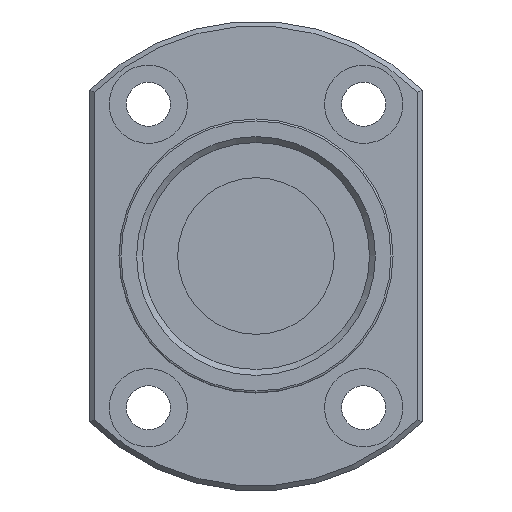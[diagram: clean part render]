
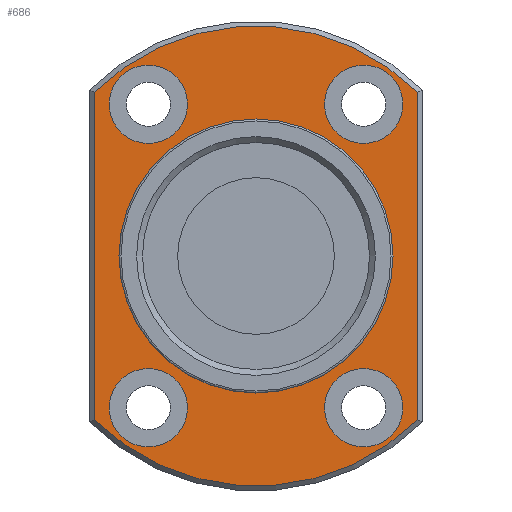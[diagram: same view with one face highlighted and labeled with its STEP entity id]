
A CAD part, front view. The second image highlights one B-rep face of the part: STEP entity #686.
In plain terms, the highlighted planar face has unit normal (0, -1, 0).
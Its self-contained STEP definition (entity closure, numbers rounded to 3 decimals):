
#75=CARTESIAN_POINT('',(-16.5,-18.5,-16.733));
#76=VERTEX_POINT('',#75);
#83=CARTESIAN_POINT('',(-16.5,-18.5,16.733));
#84=VERTEX_POINT('',#83);
#85=CARTESIAN_POINT('',(-16.5,-18.5,-16.733));
#86=DIRECTION('',(0.0,0.0,1.0));
#87=VECTOR('',#86,33.466);
#88=LINE('',#85,#87);
#89=EDGE_CURVE('',#76,#84,#88,.T.);
#123=CARTESIAN_POINT('',(16.5,-18.5,-16.733));
#124=VERTEX_POINT('',#123);
#131=CARTESIAN_POINT('',(0.0,-18.5,0.0));
#132=DIRECTION('',(0.0,-1.0,0.0));
#133=DIRECTION('',(1.0,0.0,0.0));
#134=AXIS2_PLACEMENT_3D('',#131,#132,#133);
#135=CIRCLE('',#134,23.5);
#136=EDGE_CURVE('',#76,#124,#135,.T.);
#301=CARTESIAN_POINT('',(16.5,-18.5,16.733));
#302=VERTEX_POINT('',#301);
#309=CARTESIAN_POINT('',(16.5,-18.5,16.733));
#310=DIRECTION('',(0.0,0.0,-1.0));
#311=VECTOR('',#310,33.466);
#312=LINE('',#309,#311);
#313=EDGE_CURVE('',#302,#124,#312,.T.);
#326=CARTESIAN_POINT('',(0.0,-18.5,0.0));
#327=DIRECTION('',(0.0,-1.0,0.0));
#328=DIRECTION('',(1.0,0.0,0.0));
#329=AXIS2_PLACEMENT_3D('',#326,#327,#328);
#330=CIRCLE('',#329,23.5);
#331=EDGE_CURVE('',#302,#84,#330,.T.);
#377=CARTESIAN_POINT('',(-7.,-18.5,-15.5));
#378=VERTEX_POINT('',#377);
#379=CARTESIAN_POINT('',(-11.,-18.5,-15.5));
#380=DIRECTION('',(0.0,1.0,0.0));
#381=DIRECTION('',(1.0,0.0,0.0));
#382=AXIS2_PLACEMENT_3D('',#379,#380,#381);
#383=CIRCLE('',#382,4.0);
#384=EDGE_CURVE('',#378,#378,#383,.T.);
#445=CARTESIAN_POINT('',(15.,-18.5,-15.5));
#446=VERTEX_POINT('',#445);
#447=CARTESIAN_POINT('',(11.,-18.5,-15.5));
#448=DIRECTION('',(0.0,1.0,0.0));
#449=DIRECTION('',(1.0,0.0,0.0));
#450=AXIS2_PLACEMENT_3D('',#447,#448,#449);
#451=CIRCLE('',#450,4.0);
#452=EDGE_CURVE('',#446,#446,#451,.T.);
#513=CARTESIAN_POINT('',(15.0,-18.5,15.5));
#514=VERTEX_POINT('',#513);
#515=CARTESIAN_POINT('',(11.0,-18.5,15.5));
#516=DIRECTION('',(0.0,1.0,0.0));
#517=DIRECTION('',(1.0,0.0,0.0));
#518=AXIS2_PLACEMENT_3D('',#515,#516,#517);
#519=CIRCLE('',#518,4.0);
#520=EDGE_CURVE('',#514,#514,#519,.T.);
#581=CARTESIAN_POINT('',(-7.,-18.5,15.5));
#582=VERTEX_POINT('',#581);
#583=CARTESIAN_POINT('',(-11.0,-18.5,15.5));
#584=DIRECTION('',(0.0,1.0,0.0));
#585=DIRECTION('',(1.0,0.0,0.0));
#586=AXIS2_PLACEMENT_3D('',#583,#584,#585);
#587=CIRCLE('',#586,4.0);
#588=EDGE_CURVE('',#582,#582,#587,.T.);
#652=CARTESIAN_POINT('',(18.75,-18.5,0.0));
#653=DIRECTION('',(0.0,-1.0,0.0));
#654=DIRECTION('',(0.0,0.0,-1.0));
#655=AXIS2_PLACEMENT_3D('',#652,#653,#654);
#656=PLANE('',#655);
#657=ORIENTED_EDGE('',*,*,#89,.F.);
#658=ORIENTED_EDGE('',*,*,#136,.T.);
#659=ORIENTED_EDGE('',*,*,#313,.F.);
#660=ORIENTED_EDGE('',*,*,#331,.T.);
#661=EDGE_LOOP('',(#657,#658,#659,#660));
#662=FACE_OUTER_BOUND('',#661,.T.);
#663=ORIENTED_EDGE('',*,*,#384,.T.);
#664=EDGE_LOOP('',(#663));
#665=FACE_BOUND('',#664,.T.);
#666=ORIENTED_EDGE('',*,*,#452,.T.);
#667=EDGE_LOOP('',(#666));
#668=FACE_BOUND('',#667,.T.);
#669=ORIENTED_EDGE('',*,*,#520,.T.);
#670=EDGE_LOOP('',(#669));
#671=FACE_BOUND('',#670,.T.);
#672=ORIENTED_EDGE('',*,*,#588,.T.);
#673=EDGE_LOOP('',(#672));
#674=FACE_BOUND('',#673,.T.);
#675=CARTESIAN_POINT('',(14.,-18.5,0.0));
#676=VERTEX_POINT('',#675);
#677=CARTESIAN_POINT('',(0.0,-18.5,0.0));
#678=DIRECTION('',(0.0,-1.0,0.0));
#679=DIRECTION('',(1.0,0.0,0.0));
#680=AXIS2_PLACEMENT_3D('',#677,#678,#679);
#681=CIRCLE('',#680,14.);
#682=EDGE_CURVE('',#676,#676,#681,.T.);
#683=ORIENTED_EDGE('',*,*,#682,.F.);
#684=EDGE_LOOP('',(#683));
#685=FACE_BOUND('',#684,.T.);
#686=ADVANCED_FACE('',(#662,#665,#668,#671,#674,#685),#656,.T.);
